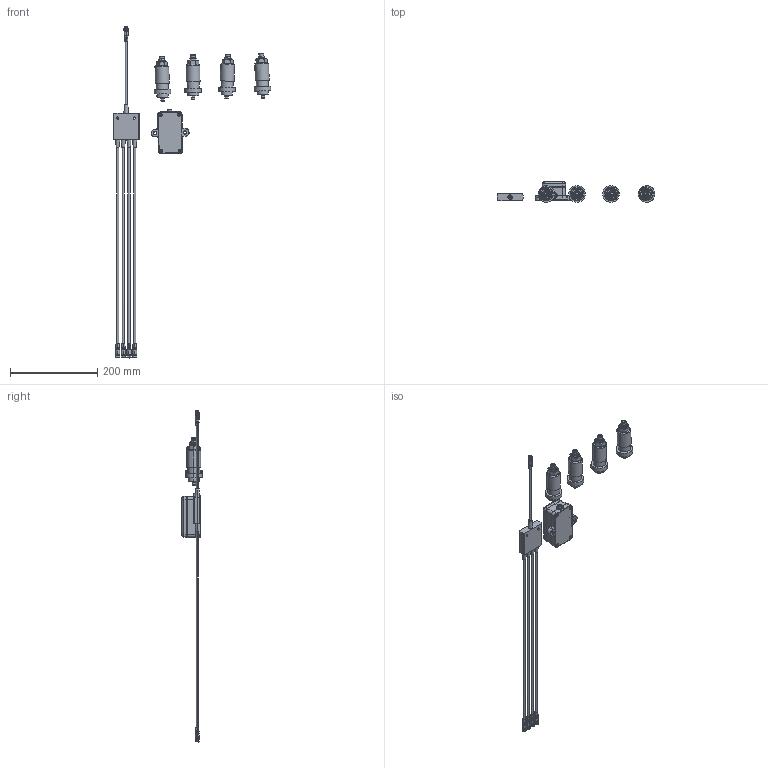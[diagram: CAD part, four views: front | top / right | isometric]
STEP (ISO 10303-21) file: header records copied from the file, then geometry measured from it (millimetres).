
FILE_DESCRIPTION((''),'2;1');
FILE_NAME('ILC33011223','2024-12-19T14:23:49',('BCoats'),(''),'CREO PARAMETRIC BY PTC INC, 2021164','CREO PARAMETRIC BY PTC INC, 2021164','');
FILE_SCHEMA(('AUTOMOTIVE_DESIGN { 1 0 10303 214 1 1 1 1 }'));
Products named in the file (6): 27842205; 33012030P; 29950000; 33012030; ILC70750074; ILC33011223
Assembly tree (9 placements, depth 3):
  ILC33011223
    27842205
    33012030
      33012030P
      29950000  x2
    ILC70750074  x4
Bounding box: 361.72 x 46.81 x 760.28 mm (x, y, z)
Volume: 465789.9 mm3; surface area: 127922.8 mm2
Topology: 11 solids, 13 shells, 3074 faces, 8147 edges, 5190 vertices
Faces by surface type: plane 1596, cylinder 863, cone 266, torus 244, extrusion 80, bspline 15, sphere 10
Entity records: 118016 total; most frequent: CARTESIAN_POINT 49663, ORIENTED_EDGE 15210, DIRECTION 12441, EDGE_CURVE 7695, VERTEX_POINT 4926, AXIS2_PLACEMENT_3D 4641, VECTOR 3142, LINE 3062
